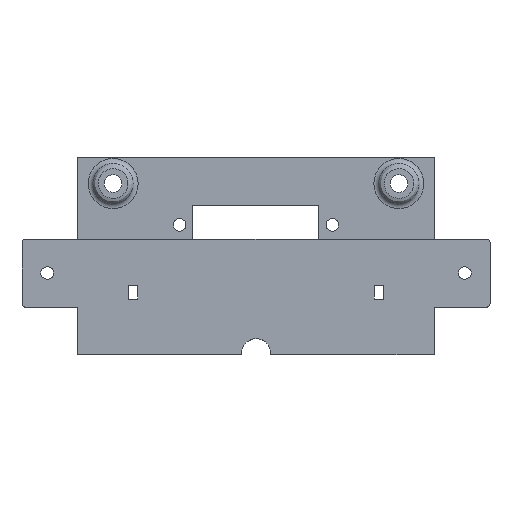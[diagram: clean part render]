
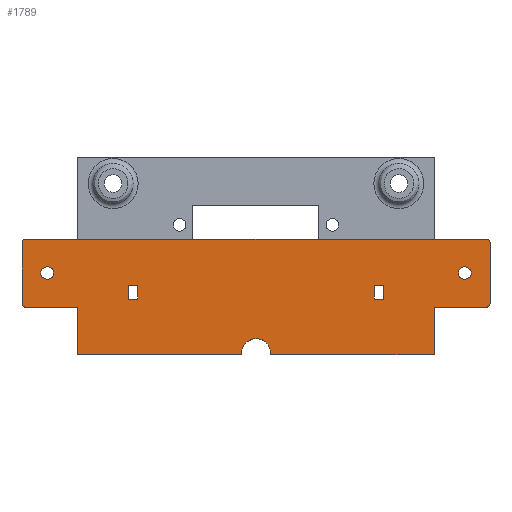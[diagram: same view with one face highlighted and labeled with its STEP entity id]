
A CAD part, top view. The second image highlights one B-rep face of the part: STEP entity #1789.
In plain terms, the highlighted planar face has unit normal (0, 0, 1).
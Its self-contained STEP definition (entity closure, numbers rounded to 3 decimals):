
#27=FACE_BOUND('',#239,.T.);
#28=FACE_BOUND('',#240,.T.);
#29=FACE_BOUND('',#241,.T.);
#30=FACE_BOUND('',#242,.T.);
#52=PLANE('',#1897);
#139=FACE_OUTER_BOUND('',#238,.T.);
#238=EDGE_LOOP('',(#1360,#1361,#1362,#1363,#1364,#1365,#1366,#1367,#1368,
#1369,#1370,#1371,#1372,#1373));
#239=EDGE_LOOP('',(#1374));
#240=EDGE_LOOP('',(#1375));
#241=EDGE_LOOP('',(#1376,#1377,#1378,#1379));
#242=EDGE_LOOP('',(#1380,#1381,#1382,#1383));
#372=LINE('',#2836,#596);
#374=LINE('',#2840,#598);
#375=LINE('',#2842,#599);
#376=LINE('',#2844,#600);
#377=LINE('',#2848,#601);
#378=LINE('',#2850,#602);
#379=LINE('',#2852,#603);
#380=LINE('',#2856,#604);
#381=LINE('',#2860,#605);
#382=LINE('',#2868,#606);
#383=LINE('',#2870,#607);
#384=LINE('',#2872,#608);
#385=LINE('',#2873,#609);
#386=LINE('',#2876,#610);
#387=LINE('',#2878,#611);
#388=LINE('',#2880,#612);
#389=LINE('',#2881,#613);
#596=VECTOR('',#2120,10.);
#598=VECTOR('',#2124,10.);
#599=VECTOR('',#2125,10.);
#600=VECTOR('',#2126,10.);
#601=VECTOR('',#2129,10.);
#602=VECTOR('',#2130,10.);
#603=VECTOR('',#2131,10.);
#604=VECTOR('',#2134,10.);
#605=VECTOR('',#2137,10.);
#606=VECTOR('',#2144,10.);
#607=VECTOR('',#2145,10.);
#608=VECTOR('',#2146,10.);
#609=VECTOR('',#2147,10.);
#610=VECTOR('',#2148,10.);
#611=VECTOR('',#2149,10.);
#612=VECTOR('',#2150,10.);
#613=VECTOR('',#2151,10.);
#777=CIRCLE('',#1895,1.);
#778=CIRCLE('',#1898,4.);
#779=CIRCLE('',#1899,1.);
#780=CIRCLE('',#1900,1.);
#781=CIRCLE('',#1901,1.);
#782=CIRCLE('',#1902,1.75);
#783=CIRCLE('',#1903,1.75);
#857=VERTEX_POINT('',#2829);
#858=VERTEX_POINT('',#2830);
#859=VERTEX_POINT('',#2835);
#860=VERTEX_POINT('',#2839);
#861=VERTEX_POINT('',#2841);
#862=VERTEX_POINT('',#2843);
#863=VERTEX_POINT('',#2845);
#864=VERTEX_POINT('',#2847);
#865=VERTEX_POINT('',#2849);
#866=VERTEX_POINT('',#2851);
#867=VERTEX_POINT('',#2853);
#868=VERTEX_POINT('',#2855);
#869=VERTEX_POINT('',#2857);
#870=VERTEX_POINT('',#2859);
#871=VERTEX_POINT('',#2862);
#872=VERTEX_POINT('',#2864);
#873=VERTEX_POINT('',#2866);
#874=VERTEX_POINT('',#2867);
#875=VERTEX_POINT('',#2869);
#876=VERTEX_POINT('',#2871);
#877=VERTEX_POINT('',#2874);
#878=VERTEX_POINT('',#2875);
#879=VERTEX_POINT('',#2877);
#880=VERTEX_POINT('',#2879);
#1049=EDGE_CURVE('',#857,#858,#777,.T.);
#1052=EDGE_CURVE('',#858,#859,#372,.T.);
#1054=EDGE_CURVE('',#860,#857,#374,.T.);
#1055=EDGE_CURVE('',#861,#860,#375,.T.);
#1056=EDGE_CURVE('',#862,#861,#376,.T.);
#1057=EDGE_CURVE('',#863,#862,#778,.T.);
#1058=EDGE_CURVE('',#864,#863,#377,.T.);
#1059=EDGE_CURVE('',#865,#864,#378,.T.);
#1060=EDGE_CURVE('',#865,#866,#379,.T.);
#1061=EDGE_CURVE('',#867,#866,#779,.T.);
#1062=EDGE_CURVE('',#868,#867,#380,.T.);
#1063=EDGE_CURVE('',#869,#868,#780,.T.);
#1064=EDGE_CURVE('',#869,#870,#381,.T.);
#1065=EDGE_CURVE('',#859,#870,#781,.T.);
#1066=EDGE_CURVE('',#871,#871,#782,.T.);
#1067=EDGE_CURVE('',#872,#872,#783,.T.);
#1068=EDGE_CURVE('',#873,#874,#382,.T.);
#1069=EDGE_CURVE('',#874,#875,#383,.T.);
#1070=EDGE_CURVE('',#875,#876,#384,.T.);
#1071=EDGE_CURVE('',#873,#876,#385,.F.);
#1072=EDGE_CURVE('',#877,#878,#386,.T.);
#1073=EDGE_CURVE('',#878,#879,#387,.T.);
#1074=EDGE_CURVE('',#879,#880,#388,.T.);
#1075=EDGE_CURVE('',#877,#880,#389,.F.);
#1360=ORIENTED_EDGE('',*,*,#1049,.F.);
#1361=ORIENTED_EDGE('',*,*,#1054,.F.);
#1362=ORIENTED_EDGE('',*,*,#1055,.F.);
#1363=ORIENTED_EDGE('',*,*,#1056,.F.);
#1364=ORIENTED_EDGE('',*,*,#1057,.F.);
#1365=ORIENTED_EDGE('',*,*,#1058,.F.);
#1366=ORIENTED_EDGE('',*,*,#1059,.F.);
#1367=ORIENTED_EDGE('',*,*,#1060,.T.);
#1368=ORIENTED_EDGE('',*,*,#1061,.F.);
#1369=ORIENTED_EDGE('',*,*,#1062,.F.);
#1370=ORIENTED_EDGE('',*,*,#1063,.F.);
#1371=ORIENTED_EDGE('',*,*,#1064,.T.);
#1372=ORIENTED_EDGE('',*,*,#1065,.F.);
#1373=ORIENTED_EDGE('',*,*,#1052,.F.);
#1374=ORIENTED_EDGE('',*,*,#1066,.T.);
#1375=ORIENTED_EDGE('',*,*,#1067,.T.);
#1376=ORIENTED_EDGE('',*,*,#1068,.T.);
#1377=ORIENTED_EDGE('',*,*,#1069,.T.);
#1378=ORIENTED_EDGE('',*,*,#1070,.T.);
#1379=ORIENTED_EDGE('',*,*,#1071,.F.);
#1380=ORIENTED_EDGE('',*,*,#1072,.T.);
#1381=ORIENTED_EDGE('',*,*,#1073,.T.);
#1382=ORIENTED_EDGE('',*,*,#1074,.T.);
#1383=ORIENTED_EDGE('',*,*,#1075,.F.);
#1789=ADVANCED_FACE('',(#139,#27,#28,#29,#30),#52,.F.);
#1895=AXIS2_PLACEMENT_3D('',#2831,#2114,#2115);
#1897=AXIS2_PLACEMENT_3D('',#2838,#2122,#2123);
#1898=AXIS2_PLACEMENT_3D('',#2846,#2127,#2128);
#1899=AXIS2_PLACEMENT_3D('',#2854,#2132,#2133);
#1900=AXIS2_PLACEMENT_3D('',#2858,#2135,#2136);
#1901=AXIS2_PLACEMENT_3D('',#2861,#2138,#2139);
#1902=AXIS2_PLACEMENT_3D('',#2863,#2140,#2141);
#1903=AXIS2_PLACEMENT_3D('',#2865,#2142,#2143);
#2114=DIRECTION('center_axis',(0.,0.,-1.));
#2115=DIRECTION('ref_axis',(-0.707,-0.707,0.));
#2120=DIRECTION('',(0.,1.,0.));
#2122=DIRECTION('center_axis',(0.,0.,-1.));
#2123=DIRECTION('ref_axis',(1.,0.,0.));
#2124=DIRECTION('',(-1.,0.,0.));
#2125=DIRECTION('',(0.,1.,0.));
#2126=DIRECTION('',(-1.,0.,0.));
#2127=DIRECTION('center_axis',(0.,0.,1.));
#2128=DIRECTION('ref_axis',(1.,0.,0.));
#2129=DIRECTION('',(-1.,0.,0.));
#2130=DIRECTION('',(0.,-1.,0.));
#2131=DIRECTION('',(1.,0.,0.));
#2132=DIRECTION('center_axis',(0.,0.,-1.));
#2133=DIRECTION('ref_axis',(0.707,-0.707,0.));
#2134=DIRECTION('',(0.,-1.,0.));
#2135=DIRECTION('center_axis',(0.,0.,-1.));
#2136=DIRECTION('ref_axis',(0.707,0.707,0.));
#2137=DIRECTION('',(-1.,0.,0.));
#2138=DIRECTION('center_axis',(0.,0.,-1.));
#2139=DIRECTION('ref_axis',(-0.707,0.707,0.));
#2140=DIRECTION('center_axis',(0.,0.,-1.));
#2141=DIRECTION('ref_axis',(-1.,0.,0.));
#2142=DIRECTION('center_axis',(0.,0.,-1.));
#2143=DIRECTION('ref_axis',(-1.,0.,0.));
#2144=DIRECTION('',(0.,1.,0.));
#2145=DIRECTION('',(1.,0.,0.));
#2146=DIRECTION('',(0.,-1.,0.));
#2147=DIRECTION('',(-1.,0.,0.));
#2148=DIRECTION('',(0.,1.,0.));
#2149=DIRECTION('',(1.,0.,0.));
#2150=DIRECTION('',(0.,-1.,0.));
#2151=DIRECTION('',(-1.,0.,0.));
#2829=CARTESIAN_POINT('',(-56.794,-35.455,-8.21));
#2830=CARTESIAN_POINT('',(-57.794,-34.455,-8.21));
#2831=CARTESIAN_POINT('Origin',(-56.794,-34.455,-8.21));
#2835=CARTESIAN_POINT('',(-57.794,-17.544,-8.21));
#2836=CARTESIAN_POINT('',(-57.794,-16.256,-8.21));
#2838=CARTESIAN_POINT('Origin',(7.198,-28.106,-8.21));
#2839=CARTESIAN_POINT('',(-42.294,-35.455,-8.21));
#2840=CARTESIAN_POINT('',(-42.294,-35.455,-8.21));
#2841=CARTESIAN_POINT('',(-42.294,-48.742,-8.21));
#2842=CARTESIAN_POINT('',(-42.294,-7.603,-8.21));
#2843=CARTESIAN_POINT('',(3.257,-48.742,-8.21));
#2844=CARTESIAN_POINT('',(-38.981,-48.742,-8.21));
#2845=CARTESIAN_POINT('',(11.188,-48.742,-8.21));
#2846=CARTESIAN_POINT('Origin',(7.222,-48.219,-8.21));
#2847=CARTESIAN_POINT('',(56.69,-48.742,-8.21));
#2848=CARTESIAN_POINT('',(5.018,-48.742,-8.21));
#2849=CARTESIAN_POINT('',(56.69,-35.456,-8.21));
#2850=CARTESIAN_POINT('',(56.69,-44.867,-8.21));
#2851=CARTESIAN_POINT('',(71.19,-35.456,-8.21));
#2852=CARTESIAN_POINT('',(56.69,-35.456,-8.21));
#2853=CARTESIAN_POINT('',(72.19,-34.456,-8.21));
#2854=CARTESIAN_POINT('Origin',(71.19,-34.456,-8.21));
#2855=CARTESIAN_POINT('',(72.19,-17.544,-8.21));
#2856=CARTESIAN_POINT('',(72.19,-16.256,-8.21));
#2857=CARTESIAN_POINT('',(71.19,-16.544,-8.21));
#2858=CARTESIAN_POINT('Origin',(71.19,-17.544,-8.21));
#2859=CARTESIAN_POINT('',(-56.794,-16.544,-8.21));
#2860=CARTESIAN_POINT('',(-12.652,-16.544,-8.21));
#2861=CARTESIAN_POINT('Origin',(-56.794,-17.544,-8.21));
#2862=CARTESIAN_POINT('',(66.94,-26.,-8.21));
#2863=CARTESIAN_POINT('Origin',(65.19,-26.,-8.21));
#2864=CARTESIAN_POINT('',(-49.044,-25.982,-8.21));
#2865=CARTESIAN_POINT('Origin',(-50.794,-25.982,-8.21));
#2866=CARTESIAN_POINT('',(-28.302,-33.219,-8.21));
#2867=CARTESIAN_POINT('',(-28.302,-29.469,-8.21));
#2868=CARTESIAN_POINT('',(-28.302,-31.663,-8.21));
#2869=CARTESIAN_POINT('',(-25.602,-29.469,-8.21));
#2870=CARTESIAN_POINT('',(-9.677,-29.469,-8.21));
#2871=CARTESIAN_POINT('',(-25.602,-33.219,-8.21));
#2872=CARTESIAN_POINT('',(-25.602,-29.913,-8.21));
#2873=CARTESIAN_POINT('',(-10.302,-33.219,-8.21));
#2874=CARTESIAN_POINT('',(39.998,-33.219,-8.21));
#2875=CARTESIAN_POINT('',(39.998,-29.469,-8.21));
#2876=CARTESIAN_POINT('',(39.998,-31.663,-8.21));
#2877=CARTESIAN_POINT('',(42.698,-29.469,-8.21));
#2878=CARTESIAN_POINT('',(24.698,-29.469,-8.21));
#2879=CARTESIAN_POINT('',(42.698,-33.219,-8.21));
#2880=CARTESIAN_POINT('',(42.698,-29.913,-8.21));
#2881=CARTESIAN_POINT('',(24.073,-33.219,-8.21));
